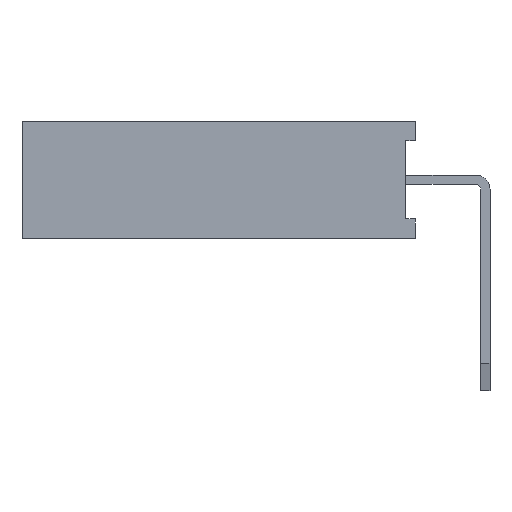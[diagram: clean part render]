
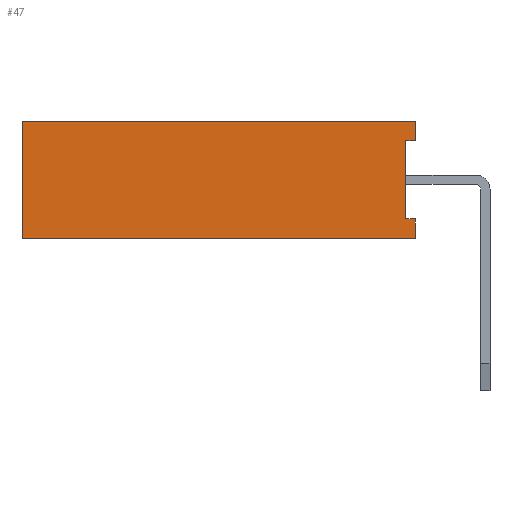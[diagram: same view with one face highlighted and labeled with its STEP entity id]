
A CAD part, front view. The second image highlights one B-rep face of the part: STEP entity #47.
In plain terms, the highlighted planar face has unit normal (0, -1, 0).
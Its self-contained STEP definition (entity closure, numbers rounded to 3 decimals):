
#21=EDGE_CURVE('',#22,#24,#26,.T.);
#22=VERTEX_POINT('',#23);
#23=CARTESIAN_POINT('',(-1.52,-80.01,2.54));
#24=VERTEX_POINT('',#25);
#25=CARTESIAN_POINT('',(-10.03,-80.01,2.54));
#26=LINE('',#23,#27);
#27=VECTOR('',#28,1.);
#28=DIRECTION('',(-1.,0.,0.));
#35=DIRECTION('',(0.,1.,0.));
#47=ADVANCED_FACE('',(#48),#86,.F.);
#48=FACE_BOUND('',#49,.F.);
#49=EDGE_LOOP('',(#50,#59,#64,#68,#69,#73,#78,#83));
#50=ORIENTED_EDGE('',*,*,#51,.F.);
#51=EDGE_CURVE('',#52,#54,#56,.T.);
#52=VERTEX_POINT('',#53);
#53=CARTESIAN_POINT('',(-1.52,-80.01,0.));
#54=VERTEX_POINT('',#55);
#55=CARTESIAN_POINT('',(-1.52,-80.01,0.423));
#56=LINE('',#53,#57);
#57=VECTOR('',#58,1.);
#58=DIRECTION('',(0.,0.,1.));
#59=ORIENTED_EDGE('',*,*,#60,.T.);
#60=EDGE_CURVE('',#52,#61,#63,.T.);
#61=VERTEX_POINT('',#62);
#62=CARTESIAN_POINT('',(-10.03,-80.01,0.));
#63=LINE('',#53,#27);
#64=ORIENTED_EDGE('',*,*,#65,.T.);
#65=EDGE_CURVE('',#61,#24,#66,.T.);
#66=LINE('',#67,#57);
#67=CARTESIAN_POINT('',(-10.03,-80.01,0.));
#68=ORIENTED_EDGE('',*,*,#21,.F.);
#69=ORIENTED_EDGE('',*,*,#70,.F.);
#70=EDGE_CURVE('',#71,#22,#56,.T.);
#71=VERTEX_POINT('',#72);
#72=CARTESIAN_POINT('',(-1.52,-80.01,2.117));
#73=ORIENTED_EDGE('',*,*,#74,.T.);
#74=EDGE_CURVE('',#71,#75,#77,.T.);
#75=VERTEX_POINT('',#76);
#76=CARTESIAN_POINT('',(-1.72,-80.01,2.117));
#77=LINE('',#72,#27);
#78=ORIENTED_EDGE('',*,*,#79,.F.);
#79=EDGE_CURVE('',#80,#75,#82,.T.);
#80=VERTEX_POINT('',#81);
#81=CARTESIAN_POINT('',(-1.72,-80.01,0.423));
#82=LINE('',#81,#57);
#83=ORIENTED_EDGE('',*,*,#84,.F.);
#84=EDGE_CURVE('',#54,#80,#85,.T.);
#85=LINE('',#55,#27);
#86=PLANE('',#87);
#87=AXIS2_PLACEMENT_3D('',#53,#35,#58);
